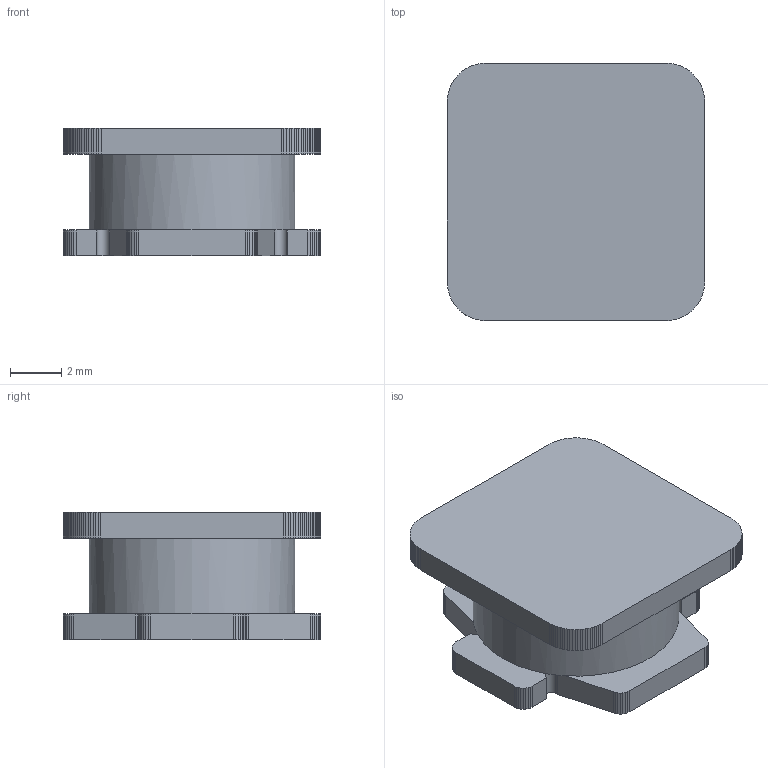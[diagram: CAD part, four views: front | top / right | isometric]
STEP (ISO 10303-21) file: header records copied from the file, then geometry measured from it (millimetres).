
FILE_DESCRIPTION(('FreeCAD Model'),'2;1');
FILE_NAME('Open CASCADE Shape Model','2023-12-21T20:16:47',( 'kicad StepUp'),('ksu MCAD'),'Open CASCADE STEP processor 7.6', 'FreeCAD','Unknown');
FILE_SCHEMA(('AUTOMOTIVE_DESIGN { 1 0 10303 214 1 1 1 1 }'));
Length unit declared in the file: millimetre
Products named in the file (1): Group015
Bounding box: 10 x 10 x 4.95 mm (x, y, z)
Volume: 320.4 mm3; surface area: 393.3 mm2
Topology: 1 solids, 1 shells, 198 faces, 573 edges, 378 vertices
Faces by surface type: plane 193, cylinder 5
Full cylindrical faces by diameter (mm): 8 x1
Entity records: 7797 total; most frequent: CARTESIAN_POINT 1150, ORIENTED_EDGE 1146, DIRECTION 997, EDGE_CURVE 573, LINE 547, VECTOR 547, VERTEX_POINT 378, AXIS2_PLACEMENT_3D 225
